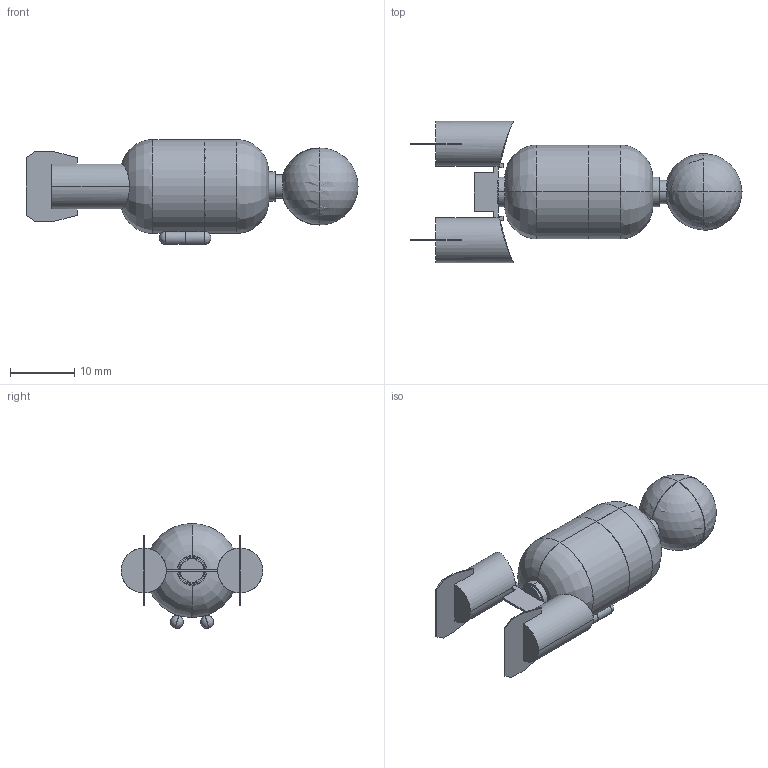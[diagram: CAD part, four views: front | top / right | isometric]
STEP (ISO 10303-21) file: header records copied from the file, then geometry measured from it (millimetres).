
FILE_DESCRIPTION(('TEST ROUND 3 S1 SPACESHIP','catia model ','test','CATIA model tolerance 0.02000'),'2;1');
FILE_NAME('test','2000-02-04T09:49:14+1:00',('Winfried Weber'),('debis Systemhaus Engineering','SHE/MPC','Fasanenweg 9','D-70771 Leinfelden-Echterdingen'),'debis Systemhaus: CATIA V4-->STEP Version 3.1.4.0','CATIA V4','Winfried Weber');
FILE_SCHEMA(('AUTOMOTIVE_DESIGN { 1 0 10303 214 0 1 1 1 }'));
Length unit declared in the file: millimetre
Products named in the file (9): xyzpart; MAINBODY_FRONT; HEAD_FRONT; FOOT_FRONT; FOOT_BACK; MAINBODY_BACK; HEAD_BACK; TAIL_MIDDLE; TAIL_TURBINE
Assembly tree (10 placements, depth 2):
  xyzpart
    MAINBODY_FRONT
    HEAD_FRONT
    FOOT_FRONT  x2
    FOOT_BACK  x2
    MAINBODY_BACK
    HEAD_BACK
    TAIL_MIDDLE
    TAIL_TURBINE
Bounding box: 51.65 x 22 x 16.31 mm (x, y, z)
Volume: 1915.1 mm3; surface area: 4944.5 mm2
Topology: 11 solids, 11 shells, 178 faces, 515 edges, 326 vertices
Faces by surface type: plane 88, cylinder 56, sphere 26, bspline 8
Entity records: 6229 total; most frequent: CARTESIAN_POINT 1902, DIRECTION 771, ORIENTED_EDGE 750, EDGE_CURVE 375, SURFACE_CURVE 375, AXIS2_PLACEMENT_3D 290, VERTEX_POINT 254, LINE 191
